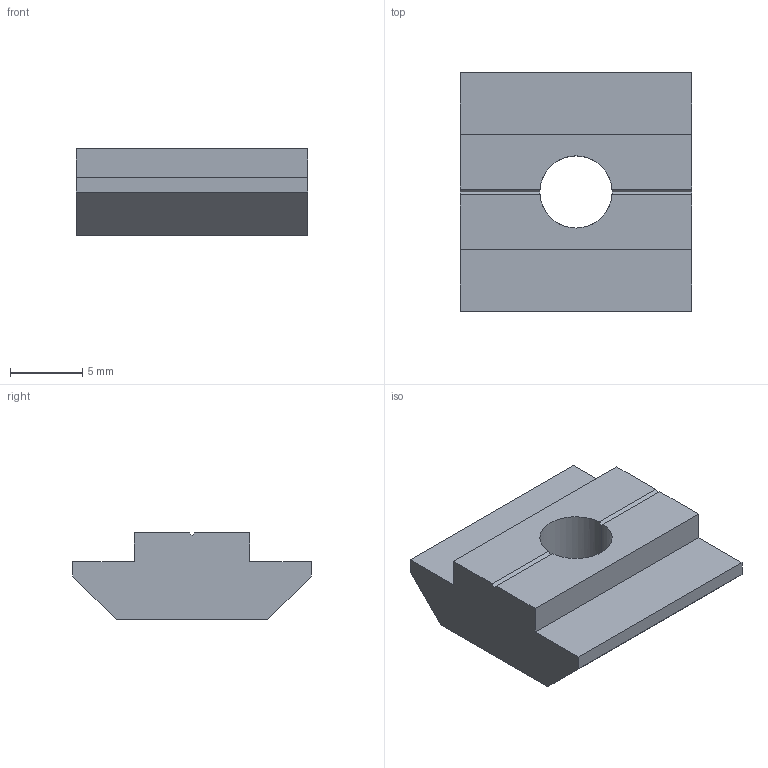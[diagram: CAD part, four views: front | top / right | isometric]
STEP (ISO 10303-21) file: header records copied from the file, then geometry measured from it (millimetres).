
FILE_DESCRIPTION (( 'STEP AP203' ), '1' );
FILE_NAME ('3_842_514_929_Bosch.step', '2024-06-04T13:31:32', ( '' ), ( '' ), 'SwSTEP 2.0', 'SolidWorks 2014', '' );
FILE_SCHEMA (( 'CONFIG_CONTROL_DESIGN' ));
Length unit declared in the file: millimetre
Products named in the file (1): 3_842_514_929_Bosch
Bounding box: 16 x 16.5 x 6 mm (x, y, z)
Volume: 1049.8 mm3; surface area: 866.4 mm2
Topology: 1 solids, 1 shells, 19 faces, 52 edges, 34 vertices
Faces by surface type: plane 17, cylinder 2
Entity records: 687 total; most frequent: CARTESIAN_POINT 126, ORIENTED_EDGE 104, DIRECTION 92, EDGE_CURVE 52, VECTOR 44, LINE 44, VERTEX_POINT 34, AXIS2_PLACEMENT_3D 24
